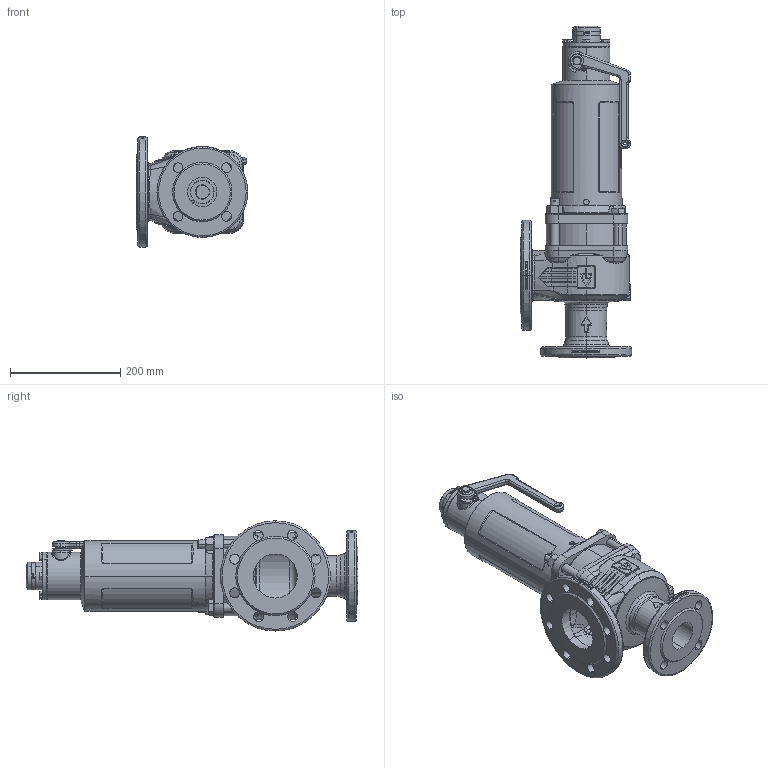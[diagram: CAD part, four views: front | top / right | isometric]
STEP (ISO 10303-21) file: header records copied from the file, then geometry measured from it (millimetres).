
FILE_DESCRIPTION (( 'STEP AP214' ), '1' );
FILE_NAME ('455BGFL_50_FLFL_5080_MD.STEP', '2020-08-28T06:49:43', ( '' ), ( '' ), 'SwSTEP 2.0', 'SolidWorks 2020', '' );
FILE_SCHEMA (( 'AUTOMOTIVE_DESIGN' ));
Length unit declared in the file: millimetre
Products named in the file (1): 455BGFL_50_FLFL_5080_MD
Bounding box: 202.5 x 603 x 200 mm (x, y, z)
Volume: 2839888.6 mm3; surface area: 736700.8 mm2
Topology: 23 solids, 23 shells, 2992 faces, 7561 edges, 4759 vertices
Faces by surface type: plane 1060, bspline 905, cylinder 590, cone 260, torus 162, sphere 15
Entity records: 208076 total; most frequent: CARTESIAN_POINT 110082, ORIENTED_EDGE 14998, DIRECTION 11205, EDGE_CURVE 7499, VERTEX_POINT 4758, AXIS2_PLACEMENT_3D 4470, EDGE_LOOP 3289, UNCERTAINTY_MEASURE_WITH_UNIT 3010
